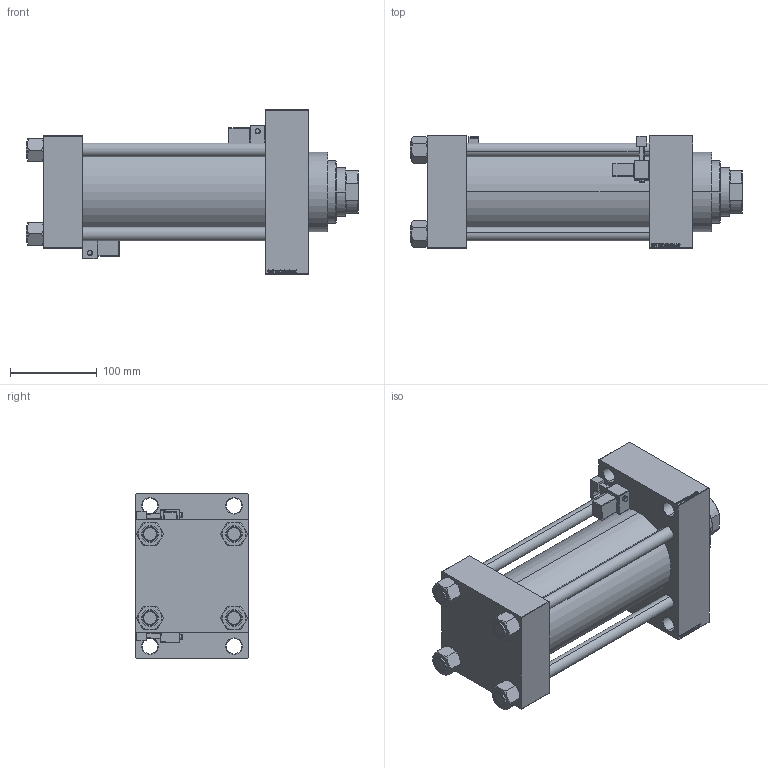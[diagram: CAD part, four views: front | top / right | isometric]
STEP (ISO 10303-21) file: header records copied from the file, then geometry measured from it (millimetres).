
FILE_DESCRIPTION (( 'STEP AP203' ), '1' );
FILE_NAME ('732d.STEP', '2024-02-06T13:14:53', ( '' ), ( '' ), 'SwSTEP 2.0', 'SolidWorks 2019', '' );
FILE_SCHEMA (( 'CONFIG_CONTROL_DESIGN' ));
Length unit declared in the file: millimetre
Products named in the file (7): V215_VC_A 1099d0bb92c8e6194b72f8c16e42479c; V215CR_VCP_D 1099d0bb92c8e6194b72f8c16e42479c; 732d; V215CR_D_TYCINKA 1099d0bb92c8e6194b72f8c16e42479c; V215CR_MSU 1099d0bb92c8e6194b72f8c16e42479c; V215CR_D_Body 1099d0bb92c8e6194b72f8c16e42479c; NUT_M5_D 1099d0bb92c8e6194b72f8c16e42479c
Assembly tree (13 placements, depth 2):
  732d
    V215CR_D_Body 1099d0bb92c8e6194b72f8c16e42479c
    V215CR_VCP_D 1099d0bb92c8e6194b72f8c16e42479c
    NUT_M5_D 1099d0bb92c8e6194b72f8c16e42479c  x4
    V215CR_D_TYCINKA 1099d0bb92c8e6194b72f8c16e42479c  x4
    V215_VC_A 1099d0bb92c8e6194b72f8c16e42479c
    V215CR_MSU 1099d0bb92c8e6194b72f8c16e42479c  x2
Bounding box: 383 x 130 x 190 mm (x, y, z)
Volume: 3279119 mm3; surface area: 515714.1 mm2
Topology: 13 solids, 13 shells, 1306 faces, 3270 edges, 2085 vertices
Faces by surface type: plane 603, bspline 368, cylinder 149, cone 142, sphere 24, torus 20
Entity records: 49976 total; most frequent: CARTESIAN_POINT 25568, ORIENTED_EDGE 5422, DIRECTION 3667, EDGE_CURVE 2711, VERTEX_POINT 1767, VECTOR 1627, LINE 1627, EDGE_LOOP 1208
